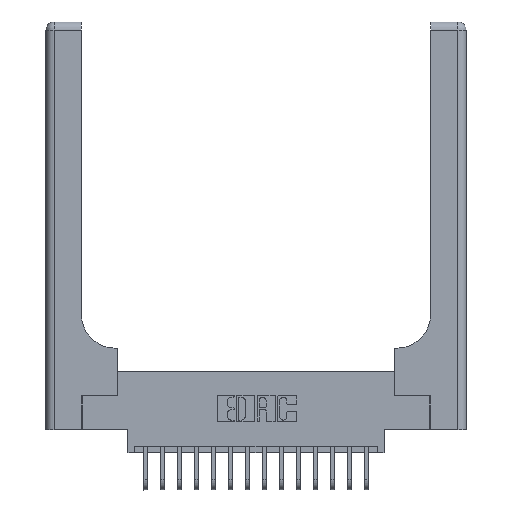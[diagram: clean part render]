
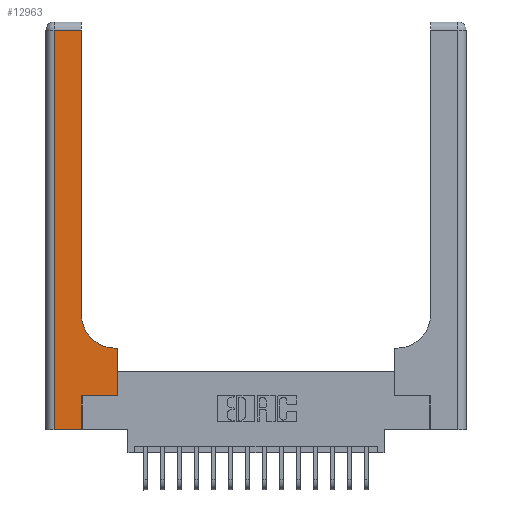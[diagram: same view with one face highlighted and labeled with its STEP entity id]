
A CAD part, top view. The second image highlights one B-rep face of the part: STEP entity #12963.
In plain terms, the highlighted planar face has unit normal (0, 0, 1).
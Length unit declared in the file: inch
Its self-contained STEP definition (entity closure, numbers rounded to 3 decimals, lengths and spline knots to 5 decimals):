
#122 = LINE ( 'NONE', #2517, #10777 ) ;
#512 = ORIENTED_EDGE ( 'NONE', *, *, #913, .T. ) ;
#794 = VERTEX_POINT ( 'NONE', #5571 ) ;
#913 = EDGE_CURVE ( 'NONE', #1458, #2265, #9644, .T. ) ;
#1458 = VERTEX_POINT ( 'NONE', #16460 ) ;
#1761 = CARTESIAN_POINT ( 'NONE',  ( 0., 3., 0.37 ) ) ;
#1879 = VECTOR ( 'NONE', #9941, 39.37008 ) ;
#2091 = CARTESIAN_POINT ( 'NONE',  ( 0.528, 0.25, 0.37 ) ) ;
#2246 = ORIENTED_EDGE ( 'NONE', *, *, #4959, .T. ) ;
#2265 = VERTEX_POINT ( 'NONE', #15420 ) ;
#2517 = CARTESIAN_POINT ( 'NONE',  ( 0., 2.94, 0.37 ) ) ;
#2603 = AXIS2_PLACEMENT_3D ( 'NONE', #6977, #16575, #8382 ) ;
#2743 = DIRECTION ( 'NONE',  ( 1., 0., 0. ) ) ;
#2888 = VECTOR ( 'NONE', #15683, 39.37008 ) ;
#3129 = FACE_OUTER_BOUND ( 'NONE', #17529, .T. ) ;
#3140 = DIRECTION ( 'NONE',  ( 0., 0., -1. ) ) ;
#3361 = EDGE_CURVE ( 'NONE', #2265, #16054, #122, .T. ) ;
#4280 = CARTESIAN_POINT ( 'NONE',  ( 0.26, 0.6, 0.37 ) ) ;
#4340 = DIRECTION ( 'NONE',  ( 0., -1., 0. ) ) ;
#4345 = VECTOR ( 'NONE', #12565, 39.37008 ) ;
#4485 = VERTEX_POINT ( 'NONE', #7784 ) ;
#4637 = ORIENTED_EDGE ( 'NONE', *, *, #3361, .T. ) ;
#4784 = VERTEX_POINT ( 'NONE', #11162 ) ;
#4891 = CARTESIAN_POINT ( 'NONE',  ( 0.51, 0.6, 0.37 ) ) ;
#4959 = EDGE_CURVE ( 'NONE', #15051, #4784, #16517, .T. ) ;
#5501 = ORIENTED_EDGE ( 'NONE', *, *, #15832, .T. ) ;
#5571 = CARTESIAN_POINT ( 'NONE',  ( 0.265, 0., 0.37 ) ) ;
#5920 = VECTOR ( 'NONE', #12656, 39.37008 ) ;
#5932 = CARTESIAN_POINT ( 'NONE',  ( 0.06, 2.94, 0.37 ) ) ;
#6049 = CARTESIAN_POINT ( 'NONE',  ( 0.528, 0.25, 0.37 ) ) ;
#6168 = EDGE_CURVE ( 'NONE', #16054, #16554, #7032, .T. ) ;
#6401 = ORIENTED_EDGE ( 'NONE', *, *, #8032, .T. ) ;
#6903 = CARTESIAN_POINT ( 'NONE',  ( 0.265, 0.25, 0.37 ) ) ;
#6977 = CARTESIAN_POINT ( 'NONE',  ( 0.51, 0.85, 0.37 ) ) ;
#6992 = LINE ( 'NONE', #17782, #10673 ) ;
#7032 = LINE ( 'NONE', #11263, #16681 ) ;
#7459 = CARTESIAN_POINT ( 'NONE',  ( 0.265, 0., 0.37 ) ) ;
#7765 = VECTOR ( 'NONE', #2743, 39.37008 ) ;
#7784 = CARTESIAN_POINT ( 'NONE',  ( 0.265, 0.25, 0.37 ) ) ;
#8032 = EDGE_CURVE ( 'NONE', #9021, #1458, #11486, .T. ) ;
#8207 = DIRECTION ( 'NONE',  ( 1., 0., 0. ) ) ;
#8382 = DIRECTION ( 'NONE',  ( 1., 0., 0. ) ) ;
#8616 = CARTESIAN_POINT ( 'NONE',  ( 0.06, 0., 0.37 ) ) ;
#8791 = ORIENTED_EDGE ( 'NONE', *, *, #6168, .T. ) ;
#9021 = VERTEX_POINT ( 'NONE', #4891 ) ;
#9235 = ORIENTED_EDGE ( 'NONE', *, *, #10010, .T. ) ;
#9644 = LINE ( 'NONE', #9917, #5920 ) ;
#9672 = ORIENTED_EDGE ( 'NONE', *, *, #16515, .T. ) ;
#9877 = EDGE_CURVE ( 'NONE', #4485, #15051, #15489, .T. ) ;
#9917 = CARTESIAN_POINT ( 'NONE',  ( 0.26, 3., 0.37 ) ) ;
#9941 = DIRECTION ( 'NONE',  ( 0., 1., 0. ) ) ;
#10010 = EDGE_CURVE ( 'NONE', #794, #4485, #12917, .T. ) ;
#10088 = PLANE ( 'NONE',  #13541 ) ;
#10673 = VECTOR ( 'NONE', #8207, 39.37008 ) ;
#10777 = VECTOR ( 'NONE', #13582, 39.37008 ) ;
#11162 = CARTESIAN_POINT ( 'NONE',  ( 0.528, 0.6, 0.37 ) ) ;
#11263 = CARTESIAN_POINT ( 'NONE',  ( 0.06, 3., 0.37 ) ) ;
#11486 = CIRCLE ( 'NONE', #2603, 0.25 ) ;
#12565 = DIRECTION ( 'NONE',  ( -1., 0., 0. ) ) ;
#12656 = DIRECTION ( 'NONE',  ( 0., 1., 0. ) ) ;
#12824 = DIRECTION ( 'NONE',  ( -1., 0., 0. ) ) ;
#12917 = LINE ( 'NONE', #7459, #1879 ) ;
#12963 = ADVANCED_FACE ( 'NONE', ( #3129 ), #10088, .F. ) ;
#13541 = AXIS2_PLACEMENT_3D ( 'NONE', #1761, #3140, #12824 ) ;
#13582 = DIRECTION ( 'NONE',  ( -1., 0., 0. ) ) ;
#13778 = ORIENTED_EDGE ( 'NONE', *, *, #9877, .T. ) ;
#14917 = LINE ( 'NONE', #4280, #4345 ) ;
#15051 = VERTEX_POINT ( 'NONE', #2091 ) ;
#15420 = CARTESIAN_POINT ( 'NONE',  ( 0.26, 2.94, 0.37 ) ) ;
#15489 = LINE ( 'NONE', #6903, #7765 ) ;
#15683 = DIRECTION ( 'NONE',  ( 0., 1., 0. ) ) ;
#15832 = EDGE_CURVE ( 'NONE', #16554, #794, #6992, .T. ) ;
#16054 = VERTEX_POINT ( 'NONE', #5932 ) ;
#16460 = CARTESIAN_POINT ( 'NONE',  ( 0.26, 0.85, 0.37 ) ) ;
#16515 = EDGE_CURVE ( 'NONE', #4784, #9021, #14917, .T. ) ;
#16517 = LINE ( 'NONE', #6049, #2888 ) ;
#16554 = VERTEX_POINT ( 'NONE', #8616 ) ;
#16575 = DIRECTION ( 'NONE',  ( 0., 0., -1. ) ) ;
#16681 = VECTOR ( 'NONE', #4340, 39.37008 ) ;
#17529 = EDGE_LOOP ( 'NONE', ( #512, #4637, #8791, #5501, #9235, #13778, #2246, #9672, #6401 ) ) ;
#17782 = CARTESIAN_POINT ( 'NONE',  ( 0., 0., 0.37 ) ) ;
